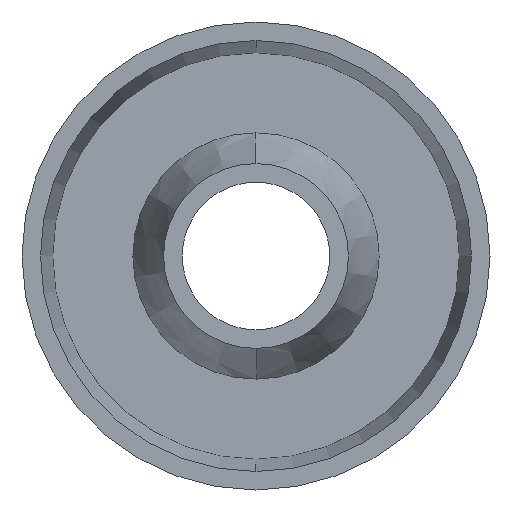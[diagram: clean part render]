
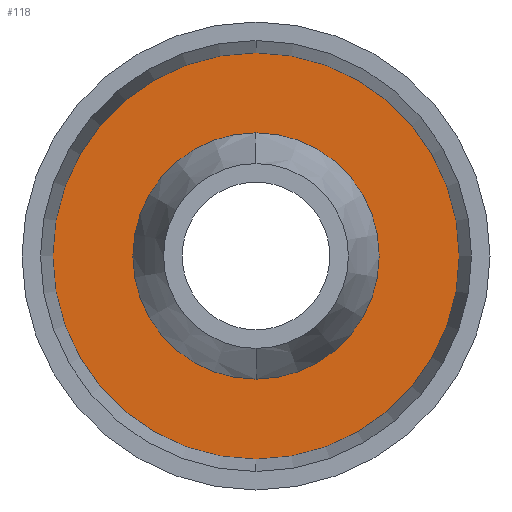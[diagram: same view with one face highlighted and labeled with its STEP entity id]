
A CAD part, left-side view. The second image highlights one B-rep face of the part: STEP entity #118.
In plain terms, the highlighted planar face has unit normal (-1, 0, 0).
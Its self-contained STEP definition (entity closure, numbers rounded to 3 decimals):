
#3 = CIRCLE ( 'NONE', #330, 33. ) ;
#10 = CARTESIAN_POINT ( 'NONE',  ( -4., 0., -33. ) ) ;
#25 = ORIENTED_EDGE ( 'NONE', *, *, #484, .F. ) ;
#35 = DIRECTION ( 'NONE',  ( -1., 0., 0. ) ) ;
#45 = ORIENTED_EDGE ( 'NONE', *, *, #149, .T. ) ;
#53 = CARTESIAN_POINT ( 'NONE',  ( -4., 0., 0. ) ) ;
#66 = CARTESIAN_POINT ( 'NONE',  ( -4., 0., 33. ) ) ;
#87 = DIRECTION ( 'NONE',  ( 0., 0., 1. ) ) ;
#101 = DIRECTION ( 'NONE',  ( 0., 0., 1. ) ) ;
#118 = ADVANCED_FACE ( 'NONE', ( #543, #405 ), #449, .F. ) ;
#126 = AXIS2_PLACEMENT_3D ( 'NONE', #389, #270, #524 ) ;
#132 = CARTESIAN_POINT ( 'NONE',  ( -4., 0., -20. ) ) ;
#146 = CIRCLE ( 'NONE', #126, 20. ) ;
#149 = EDGE_CURVE ( 'NONE', #180, #264, #3, .T. ) ;
#152 = DIRECTION ( 'NONE',  ( 0., 0., -1. ) ) ;
#159 = VERTEX_POINT ( 'NONE', #370 ) ;
#173 = ORIENTED_EDGE ( 'NONE', *, *, #437, .F. ) ;
#180 = VERTEX_POINT ( 'NONE', #10 ) ;
#251 = EDGE_LOOP ( 'NONE', ( #562, #45 ) ) ;
#258 = AXIS2_PLACEMENT_3D ( 'NONE', #512, #35, #470 ) ;
#264 = VERTEX_POINT ( 'NONE', #66 ) ;
#270 = DIRECTION ( 'NONE',  ( -1., 0., 0. ) ) ;
#310 = DIRECTION ( 'NONE',  ( -1., 0., 0. ) ) ;
#317 = DIRECTION ( 'NONE',  ( 1., 0., 0. ) ) ;
#330 = AXIS2_PLACEMENT_3D ( 'NONE', #53, #365, #101 ) ;
#344 = CARTESIAN_POINT ( 'NONE',  ( -4., 0., 0. ) ) ;
#345 = VERTEX_POINT ( 'NONE', #132 ) ;
#365 = DIRECTION ( 'NONE',  ( -1., 0., 0. ) ) ;
#370 = CARTESIAN_POINT ( 'NONE',  ( -4., 0., 20. ) ) ;
#378 = AXIS2_PLACEMENT_3D ( 'NONE', #344, #310, #87 ) ;
#388 = EDGE_CURVE ( 'NONE', #264, #180, #395, .T. ) ;
#389 = CARTESIAN_POINT ( 'NONE',  ( -4., 0., 0. ) ) ;
#395 = CIRCLE ( 'NONE', #378, 33. ) ;
#405 = FACE_OUTER_BOUND ( 'NONE', #251, .T. ) ;
#437 = EDGE_CURVE ( 'NONE', #345, #159, #546, .T. ) ;
#438 = EDGE_LOOP ( 'NONE', ( #173, #25 ) ) ;
#449 = PLANE ( 'NONE',  #563 ) ;
#470 = DIRECTION ( 'NONE',  ( 0., 0., 1. ) ) ;
#484 = EDGE_CURVE ( 'NONE', #159, #345, #146, .T. ) ;
#489 = CARTESIAN_POINT ( 'NONE',  ( -4., 33., 0. ) ) ;
#512 = CARTESIAN_POINT ( 'NONE',  ( -4., 0., 0. ) ) ;
#524 = DIRECTION ( 'NONE',  ( 0., 0., 1. ) ) ;
#543 = FACE_BOUND ( 'NONE', #438, .T. ) ;
#546 = CIRCLE ( 'NONE', #258, 20. ) ;
#562 = ORIENTED_EDGE ( 'NONE', *, *, #388, .T. ) ;
#563 = AXIS2_PLACEMENT_3D ( 'NONE', #489, #317, #152 ) ;
